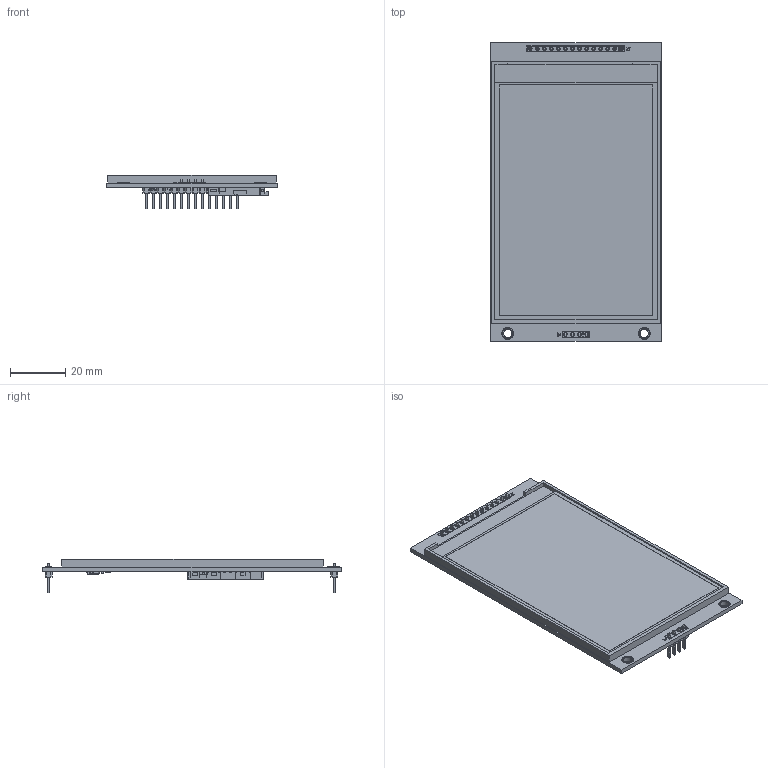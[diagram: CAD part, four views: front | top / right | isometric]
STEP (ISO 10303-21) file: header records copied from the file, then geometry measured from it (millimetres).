
FILE_DESCRIPTION(/* description */ ('Unknown'),/* implementation_level */ '2;1');
FILE_NAME(/* name */ '4.0 TFT Module - No Glass',/* time_stamp */ '2023-07-31T14:43:24-04:00',/* author */ ('Unknown'),/* organization */ ('Unknown'),/* preprocessor_version */ 'ST-DEVELOPER v16.7',/* originating_system */ 'Solid Edge',/* authorisation */ 'Unknown');
FILE_SCHEMA (('AUTOMOTIVE_DESIGN {1 0 10303 214 3 1 1}'));
Products named in the file (8): 4.0 TFT Module - No Glass; 4.0 LCD TFT Module - Without Glass; 5035000993; 0603 Resistor; 0603 Capacitor; 4.0 LCD TFT Screen without glass; Screen; SOT23-3
Assembly tree (15 placements, depth 2):
  4.0 TFT Module - No Glass
    4.0 LCD TFT Module - Without Glass
    5035000993
    0603 Resistor  x7
    0603 Capacitor  x2
    4.0 LCD TFT Screen without glass
    Screen
    SOT23-3  x2
Bounding box: 61.74 x 108.04 x 12.06 mm (x, y, z)
Volume: 24941.3 mm3; surface area: 39474.8 mm2
Topology: 15 solids, 69 shells, 3187 faces, 7777 edges, 5083 vertices
Faces by surface type: plane 2489, bspline 400, cylinder 296, sphere 2
Full cylindrical faces by diameter (mm): 0.686 x14, 1.27 x18, 3.023 x4, 3.715 x4, 4.248 x4
Entity records: 120266 total; most frequent: CARTESIAN_POINT 37018, ORIENTED_EDGE 14040, DIRECTION 10351, EDGE_CURVE 7020, VERTEX_POINT 4642, LINE 4261, VECTOR 4261, EDGE_LOOP 3326
